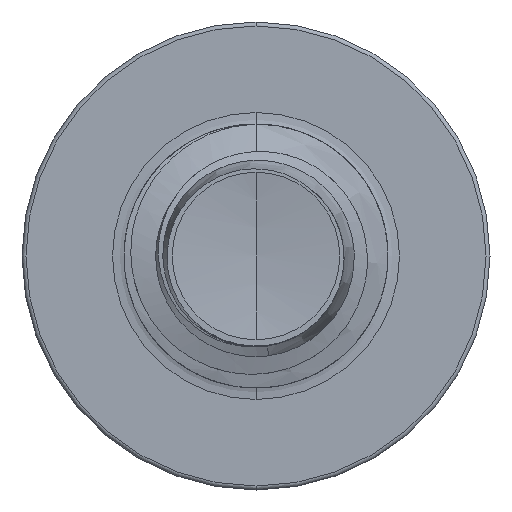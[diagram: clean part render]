
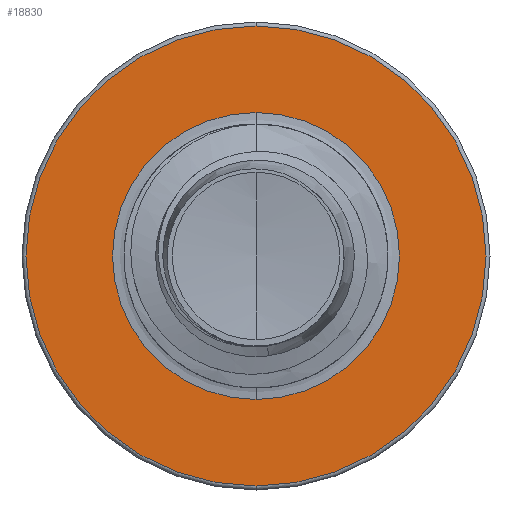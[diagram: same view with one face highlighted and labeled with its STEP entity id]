
A CAD part, front view. The second image highlights one B-rep face of the part: STEP entity #18830.
In plain terms, the highlighted planar face has unit normal (0, -1, 0).
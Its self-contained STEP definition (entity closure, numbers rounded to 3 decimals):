
#760 = VERTEX_POINT ( 'NONE', #4849 ) ;
#1172 = EDGE_LOOP ( 'NONE', ( #6164, #17051 ) ) ;
#1863 = EDGE_CURVE ( 'NONE', #7978, #760, #7346, .T. ) ;
#3025 = CARTESIAN_POINT ( 'NONE',  ( 0., 8., -1.196 ) ) ;
#3619 = AXIS2_PLACEMENT_3D ( 'NONE', #9622, #20321, #11231 ) ;
#3758 = AXIS2_PLACEMENT_3D ( 'NONE', #18435, #9317, #20033 ) ;
#4021 = ORIENTED_EDGE ( 'NONE', *, *, #15211, .T. ) ;
#4050 = AXIS2_PLACEMENT_3D ( 'NONE', #18202, #9039, #19777 ) ;
#4464 = CARTESIAN_POINT ( 'NONE',  ( 0., 8., 1.196 ) ) ;
#4849 = CARTESIAN_POINT ( 'NONE',  ( 0., 8., -1.917 ) ) ;
#4887 = VERTEX_POINT ( 'NONE', #4464 ) ;
#5165 = ORIENTED_EDGE ( 'NONE', *, *, #18221, .T. ) ;
#6164 = ORIENTED_EDGE ( 'NONE', *, *, #1863, .F. ) ;
#7346 = CIRCLE ( 'NONE', #18530, 1.917 ) ;
#7978 = VERTEX_POINT ( 'NONE', #16223 ) ;
#8420 = DIRECTION ( 'NONE',  ( 0., 1., 0. ) ) ;
#9039 = DIRECTION ( 'NONE',  ( 0., 1., 0. ) ) ;
#9168 = FACE_OUTER_BOUND ( 'NONE', #1172, .T. ) ;
#9317 = DIRECTION ( 'NONE',  ( 0., 1., 0. ) ) ;
#9622 = CARTESIAN_POINT ( 'NONE',  ( 0., 8., 0. ) ) ;
#9698 = FACE_BOUND ( 'NONE', #9867, .T. ) ;
#9867 = EDGE_LOOP ( 'NONE', ( #5165, #4021 ) ) ;
#9955 = CIRCLE ( 'NONE', #4050, 1.917 ) ;
#11231 = DIRECTION ( 'NONE',  ( 0., 0., 1. ) ) ;
#11425 = CIRCLE ( 'NONE', #3758, 1.196 ) ;
#11777 = VERTEX_POINT ( 'NONE', #14929 ) ;
#12729 = CARTESIAN_POINT ( 'NONE',  ( 0., 8., 0. ) ) ;
#13761 = DIRECTION ( 'NONE',  ( 0., 1., 0. ) ) ;
#14929 = CARTESIAN_POINT ( 'NONE',  ( 0., 8., -1.196 ) ) ;
#15211 = EDGE_CURVE ( 'NONE', #11777, #4887, #11425, .T. ) ;
#16223 = CARTESIAN_POINT ( 'NONE',  ( 0., 8., 1.917 ) ) ;
#16783 = AXIS2_PLACEMENT_3D ( 'NONE', #3025, #8420, #19172 ) ;
#17051 = ORIENTED_EDGE ( 'NONE', *, *, #17248, .F. ) ;
#17248 = EDGE_CURVE ( 'NONE', #760, #7978, #9955, .T. ) ;
#17653 = PLANE ( 'NONE',  #16783 ) ;
#18202 = CARTESIAN_POINT ( 'NONE',  ( 0., 8., 0. ) ) ;
#18221 = EDGE_CURVE ( 'NONE', #4887, #11777, #19204, .T. ) ;
#18435 = CARTESIAN_POINT ( 'NONE',  ( 0., 8., 0. ) ) ;
#18530 = AXIS2_PLACEMENT_3D ( 'NONE', #12729, #13761, #18650 ) ;
#18650 = DIRECTION ( 'NONE',  ( 0., 0., 1. ) ) ;
#18830 = ADVANCED_FACE ( 'NONE', ( #9168, #9698 ), #17653, .F. ) ;
#19172 = DIRECTION ( 'NONE',  ( 0., 0., 1. ) ) ;
#19204 = CIRCLE ( 'NONE', #3619, 1.196 ) ;
#19777 = DIRECTION ( 'NONE',  ( 0., 0., 1. ) ) ;
#20033 = DIRECTION ( 'NONE',  ( 0., 0., 1. ) ) ;
#20321 = DIRECTION ( 'NONE',  ( 0., 1., 0. ) ) ;
